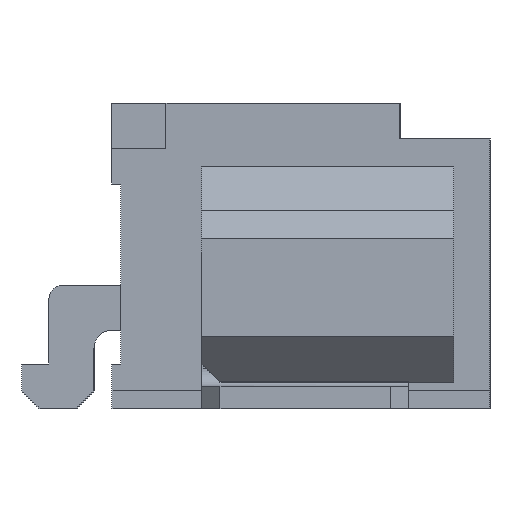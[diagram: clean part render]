
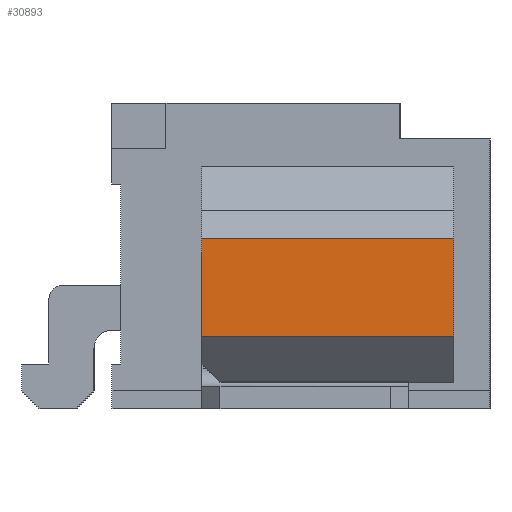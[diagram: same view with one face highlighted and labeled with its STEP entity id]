
A CAD part, left-side view. The second image highlights one B-rep face of the part: STEP entity #30893.
In plain terms, the highlighted planar face has unit normal (-1, 0, 0).
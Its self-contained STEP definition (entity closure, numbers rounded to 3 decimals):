
#3042 = PLANE('',#3043);
#3043 = AXIS2_PLACEMENT_3D('',#3044,#3045,#3046);
#3044 = CARTESIAN_POINT('',(10.25,1.1,0.));
#3045 = DIRECTION('',(0.,1.,0.));
#3046 = DIRECTION('',(-1.,0.,0.));
#3098 = PLANE('',#3099);
#3099 = AXIS2_PLACEMENT_3D('',#3100,#3101,#3102);
#3100 = CARTESIAN_POINT('',(10.25,-1.7,0.));
#3101 = DIRECTION('',(0.,1.,0.));
#3102 = DIRECTION('',(-1.,0.,0.));
#12344 = VERTEX_POINT('',#12345);
#12345 = CARTESIAN_POINT('',(-11.75,1.1,1.9));
#12359 = PLANE('',#12360);
#12360 = AXIS2_PLACEMENT_3D('',#12361,#12362,#12363);
#12361 = CARTESIAN_POINT('',(-11.75,-1.7,1.9));
#12362 = DIRECTION('',(-0.707,0.,0.707));
#12363 = DIRECTION('',(0.707,0.,0.707));
#12371 = EDGE_CURVE('',#12372,#12344,#12374,.T.);
#12372 = VERTEX_POINT('',#12373);
#12373 = CARTESIAN_POINT('',(-11.75,1.1,0.8));
#12374 = SURFACE_CURVE('',#12375,(#12379,#12386),.PCURVE_S1.);
#12375 = LINE('',#12376,#12377);
#12376 = CARTESIAN_POINT('',(-11.75,1.1,0.8));
#12377 = VECTOR('',#12378,1.);
#12378 = DIRECTION('',(0.,0.,1.));
#12379 = PCURVE('',#3042,#12380);
#12380 = DEFINITIONAL_REPRESENTATION('',(#12381),#12385);
#12381 = LINE('',#12382,#12383);
#12382 = CARTESIAN_POINT('',(22.,0.8));
#12383 = VECTOR('',#12384,1.);
#12384 = DIRECTION('',(0.,1.));
#12385 = ( GEOMETRIC_REPRESENTATION_CONTEXT(2) 
PARAMETRIC_REPRESENTATION_CONTEXT() REPRESENTATION_CONTEXT('2D SPACE',''
  ) );
#12386 = PCURVE('',#12387,#12392);
#12387 = PLANE('',#12388);
#12388 = AXIS2_PLACEMENT_3D('',#12389,#12390,#12391);
#12389 = CARTESIAN_POINT('',(-11.75,-1.7,0.8));
#12390 = DIRECTION('',(-1.,0.,0.));
#12391 = DIRECTION('',(0.,0.,1.));
#12392 = DEFINITIONAL_REPRESENTATION('',(#12393),#12397);
#12393 = LINE('',#12394,#12395);
#12394 = CARTESIAN_POINT('',(0.,2.8));
#12395 = VECTOR('',#12396,1.);
#12396 = DIRECTION('',(1.,0.));
#12397 = ( GEOMETRIC_REPRESENTATION_CONTEXT(2) 
PARAMETRIC_REPRESENTATION_CONTEXT() REPRESENTATION_CONTEXT('2D SPACE',''
  ) );
#12413 = PLANE('',#12414);
#12414 = AXIS2_PLACEMENT_3D('',#12415,#12416,#12417);
#12415 = CARTESIAN_POINT('',(-11.25,-1.7,0.3));
#12416 = DIRECTION('',(-0.707,0.,-0.707));
#12417 = DIRECTION('',(-0.707,0.,0.707));
#12620 = VERTEX_POINT('',#12621);
#12621 = CARTESIAN_POINT('',(-11.75,-1.7,0.8));
#12642 = EDGE_CURVE('',#12620,#12643,#12645,.T.);
#12643 = VERTEX_POINT('',#12644);
#12644 = CARTESIAN_POINT('',(-11.75,-1.7,1.9));
#12645 = SURFACE_CURVE('',#12646,(#12650,#12657),.PCURVE_S1.);
#12646 = LINE('',#12647,#12648);
#12647 = CARTESIAN_POINT('',(-11.75,-1.7,0.8));
#12648 = VECTOR('',#12649,1.);
#12649 = DIRECTION('',(0.,0.,1.));
#12650 = PCURVE('',#3098,#12651);
#12651 = DEFINITIONAL_REPRESENTATION('',(#12652),#12656);
#12652 = LINE('',#12653,#12654);
#12653 = CARTESIAN_POINT('',(22.,0.8));
#12654 = VECTOR('',#12655,1.);
#12655 = DIRECTION('',(0.,1.));
#12656 = ( GEOMETRIC_REPRESENTATION_CONTEXT(2) 
PARAMETRIC_REPRESENTATION_CONTEXT() REPRESENTATION_CONTEXT('2D SPACE',''
  ) );
#12657 = PCURVE('',#12387,#12658);
#12658 = DEFINITIONAL_REPRESENTATION('',(#12659),#12663);
#12659 = LINE('',#12660,#12661);
#12660 = CARTESIAN_POINT('',(0.,0.));
#12661 = VECTOR('',#12662,1.);
#12662 = DIRECTION('',(1.,0.));
#12663 = ( GEOMETRIC_REPRESENTATION_CONTEXT(2) 
PARAMETRIC_REPRESENTATION_CONTEXT() REPRESENTATION_CONTEXT('2D SPACE',''
  ) );
#30871 = EDGE_CURVE('',#12643,#12344,#30872,.T.);
#30872 = SURFACE_CURVE('',#30873,(#30877,#30884),.PCURVE_S1.);
#30873 = LINE('',#30874,#30875);
#30874 = CARTESIAN_POINT('',(-11.75,-1.7,1.9));
#30875 = VECTOR('',#30876,1.);
#30876 = DIRECTION('',(0.,1.,0.));
#30877 = PCURVE('',#12359,#30878);
#30878 = DEFINITIONAL_REPRESENTATION('',(#30879),#30883);
#30879 = LINE('',#30880,#30881);
#30880 = CARTESIAN_POINT('',(0.,0.));
#30881 = VECTOR('',#30882,1.);
#30882 = DIRECTION('',(0.,1.));
#30883 = ( GEOMETRIC_REPRESENTATION_CONTEXT(2) 
PARAMETRIC_REPRESENTATION_CONTEXT() REPRESENTATION_CONTEXT('2D SPACE',''
  ) );
#30884 = PCURVE('',#12387,#30885);
#30885 = DEFINITIONAL_REPRESENTATION('',(#30886),#30890);
#30886 = LINE('',#30887,#30888);
#30887 = CARTESIAN_POINT('',(1.1,0.));
#30888 = VECTOR('',#30889,1.);
#30889 = DIRECTION('',(0.,1.));
#30890 = ( GEOMETRIC_REPRESENTATION_CONTEXT(2) 
PARAMETRIC_REPRESENTATION_CONTEXT() REPRESENTATION_CONTEXT('2D SPACE',''
  ) );
#30893 = ADVANCED_FACE('',(#30894),#12387,.T.);
#30894 = FACE_BOUND('',#30895,.F.);
#30895 = EDGE_LOOP('',(#30896,#30897,#30918,#30919));
#30896 = ORIENTED_EDGE('',*,*,#12642,.F.);
#30897 = ORIENTED_EDGE('',*,*,#30898,.T.);
#30898 = EDGE_CURVE('',#12620,#12372,#30899,.T.);
#30899 = SURFACE_CURVE('',#30900,(#30904,#30911),.PCURVE_S1.);
#30900 = LINE('',#30901,#30902);
#30901 = CARTESIAN_POINT('',(-11.75,-1.7,0.8));
#30902 = VECTOR('',#30903,1.);
#30903 = DIRECTION('',(0.,1.,0.));
#30904 = PCURVE('',#12387,#30905);
#30905 = DEFINITIONAL_REPRESENTATION('',(#30906),#30910);
#30906 = LINE('',#30907,#30908);
#30907 = CARTESIAN_POINT('',(0.,0.));
#30908 = VECTOR('',#30909,1.);
#30909 = DIRECTION('',(0.,1.));
#30910 = ( GEOMETRIC_REPRESENTATION_CONTEXT(2) 
PARAMETRIC_REPRESENTATION_CONTEXT() REPRESENTATION_CONTEXT('2D SPACE',''
  ) );
#30911 = PCURVE('',#12413,#30912);
#30912 = DEFINITIONAL_REPRESENTATION('',(#30913),#30917);
#30913 = LINE('',#30914,#30915);
#30914 = CARTESIAN_POINT('',(0.707,0.));
#30915 = VECTOR('',#30916,1.);
#30916 = DIRECTION('',(0.,1.));
#30917 = ( GEOMETRIC_REPRESENTATION_CONTEXT(2) 
PARAMETRIC_REPRESENTATION_CONTEXT() REPRESENTATION_CONTEXT('2D SPACE',''
  ) );
#30918 = ORIENTED_EDGE('',*,*,#12371,.T.);
#30919 = ORIENTED_EDGE('',*,*,#30871,.F.);
